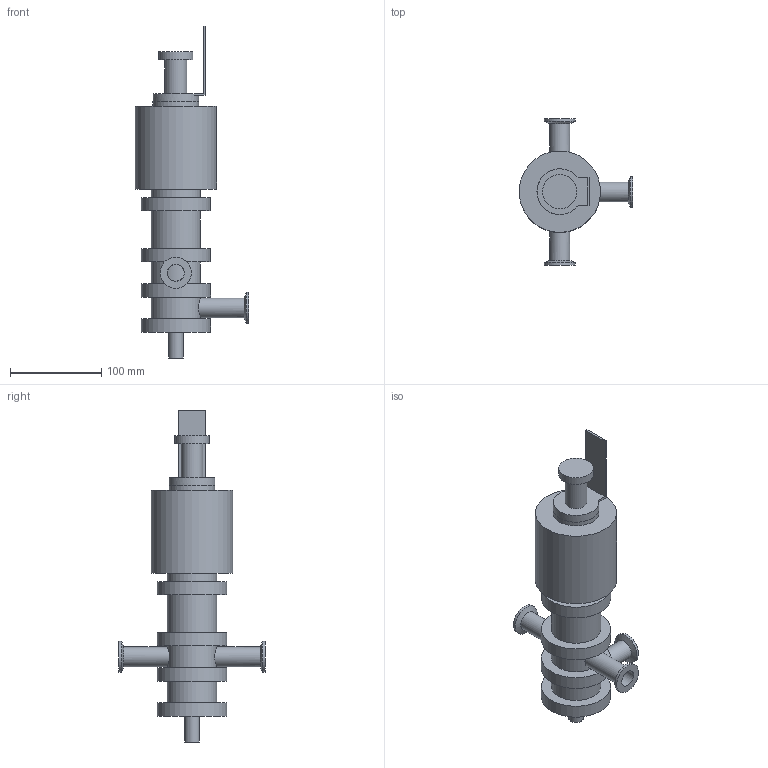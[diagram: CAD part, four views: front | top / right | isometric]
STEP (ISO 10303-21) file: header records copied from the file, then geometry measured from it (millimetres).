
FILE_DESCRIPTION(/* description */ (''),/* implementation_level */ '2;1');
FILE_NAME(/* name */ 'DUC2C_15A.stp',/* time_stamp */ '2021-08-23T10:24:11+09:00',/* author */ ('m'),/* organization */ (''),/* preprocessor_version */ 'ST-DEVELOPER v18.1',/* originating_system */ 'Autodesk Inventor 2021',/* authorisation */ '');
FILE_SCHEMA (('AUTOMOTIVE_DESIGN { 1 0 10303 214 3 1 1 }'));
Length unit declared in the file: millimetre
Products named in the file (3): DUC2C_15A; DUC2C08MJ0SC-1P(GR)-CXC-C--316L-04; SQLSS
Assembly tree (2 placements, depth 2):
  DUC2C_15A
    DUC2C08MJ0SC-1P(GR)-CXC-C--316L-04
    SQLSS
Bounding box: 124.55 x 160 x 363.45 mm (x, y, z)
Volume: 1138906.7 mm3; surface area: 128831.7 mm2
Topology: 2 solids, 2 shells, 55 faces, 100 edges, 66 vertices
Faces by surface type: cylinder 27, plane 25, cone 3
Full cylindrical faces by diameter (mm): 10 x1, 16 x1, 18.4 x3, 21.7 x3, 24 x1, 34 x3, 37.5 x1, 50 x2, 54 x4, 76 x4, 89.1 x1
Entity records: 1645 total; most frequent: CARTESIAN_POINT 431, DIRECTION 250, ORIENTED_EDGE 200, AXIS2_PLACEMENT_3D 103, EDGE_CURVE 100, EDGE_LOOP 72, VERTEX_POINT 66, FACE_OUTER_BOUND 55
